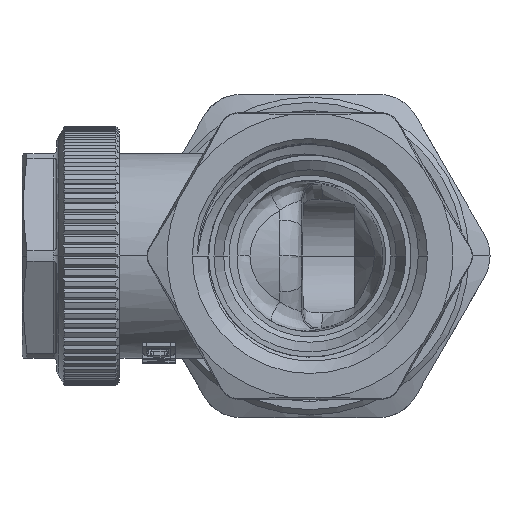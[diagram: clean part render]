
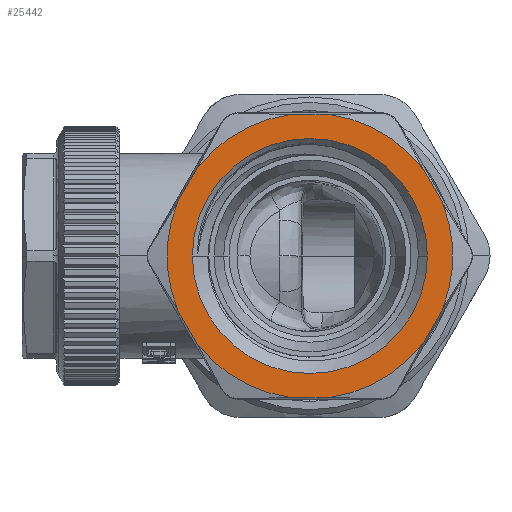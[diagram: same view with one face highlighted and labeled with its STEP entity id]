
A CAD part, left-side view. The second image highlights one B-rep face of the part: STEP entity #25442.
In plain terms, the highlighted planar face has unit normal (-1, 0, 0).
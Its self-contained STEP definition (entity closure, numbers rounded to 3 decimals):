
#5388=CARTESIAN_POINT('',(-31.,0.,0.));
#5389=DIRECTION('',(-1.,0.,0.));
#5390=DIRECTION('',(0.,1.,0.));
#5391=AXIS2_PLACEMENT_3D('',#5388,#5389,#5390);
#5393=CARTESIAN_POINT('',(-31.,0.,0.));
#5394=DIRECTION('',(-1.,0.,0.));
#5395=DIRECTION('',(0.,-1.,0.));
#5396=AXIS2_PLACEMENT_3D('',#5393,#5394,#5395);
#5398=CARTESIAN_POINT('',(-31.,12.266,5.012));
#5399=CARTESIAN_POINT('',(-31.,12.068,5.357));
#5400=CARTESIAN_POINT('',(-31.,11.671,6.048));
#5401=CARTESIAN_POINT('',(-31.,11.074,7.083));
#5402=CARTESIAN_POINT('',(-31.,10.674,7.772));
#5403=CARTESIAN_POINT('',(-31.,10.473,8.116));
#5433=CARTESIAN_POINT('',(-31.,0.,0.));
#5434=DIRECTION('',(-1.,0.,0.));
#5435=DIRECTION('',(0.,0.926,0.378));
#5436=AXIS2_PLACEMENT_3D('',#5433,#5434,#5435);
#5445=CARTESIAN_POINT('',(-31.,10.473,-8.116));
#5446=CARTESIAN_POINT('',(-31.,10.674,-7.772));
#5447=CARTESIAN_POINT('',(-31.,11.074,-7.083));
#5448=CARTESIAN_POINT('',(-31.,11.671,-6.048));
#5449=CARTESIAN_POINT('',(-31.,12.068,-5.357));
#5450=CARTESIAN_POINT('',(-31.,12.266,-5.012));
#5480=CARTESIAN_POINT('',(-31.,0.,0.));
#5481=DIRECTION('',(-1.,0.,0.));
#5482=DIRECTION('',(0.,0.79,-0.613));
#5483=AXIS2_PLACEMENT_3D('',#5480,#5481,#5482);
#5485=CARTESIAN_POINT('',(-31.,-1.792,-13.128));
#5486=CARTESIAN_POINT('',(-31.,-1.394,-13.13));
#5487=CARTESIAN_POINT('',(-31.,-0.598,-13.132));
#5488=CARTESIAN_POINT('',(-31.,0.597,-13.132));
#5489=CARTESIAN_POINT('',(-31.,1.394,-13.13));
#5490=CARTESIAN_POINT('',(-31.,1.792,-13.128));
#5515=CARTESIAN_POINT('',(-31.,0.,0.));
#5516=DIRECTION('',(-1.,0.,0.));
#5517=DIRECTION('',(0.,-0.135,-0.991));
#5518=AXIS2_PLACEMENT_3D('',#5515,#5516,#5517);
#5520=CARTESIAN_POINT('',(-31.,-12.266,-5.012));
#5521=CARTESIAN_POINT('',(-31.,-12.068,-5.357));
#5522=CARTESIAN_POINT('',(-31.,-11.671,-6.048));
#5523=CARTESIAN_POINT('',(-31.,-11.074,-7.083));
#5524=CARTESIAN_POINT('',(-31.,-10.674,-7.772));
#5525=CARTESIAN_POINT('',(-31.,-10.473,-8.116));
#5548=CARTESIAN_POINT('',(-31.,0.,0.));
#5549=DIRECTION('',(-1.,0.,0.));
#5550=DIRECTION('',(0.,-0.926,-0.378));
#5551=AXIS2_PLACEMENT_3D('',#5548,#5549,#5550);
#5553=CARTESIAN_POINT('',(-31.,-10.473,8.116));
#5554=CARTESIAN_POINT('',(-31.,-10.674,7.772));
#5555=CARTESIAN_POINT('',(-31.,-11.074,7.083));
#5556=CARTESIAN_POINT('',(-31.,-11.671,6.048));
#5557=CARTESIAN_POINT('',(-31.,-12.068,5.357));
#5558=CARTESIAN_POINT('',(-31.,-12.266,5.012));
#5581=CARTESIAN_POINT('',(-31.,0.,0.));
#5582=DIRECTION('',(1.,0.,0.));
#5583=DIRECTION('',(0.,-0.135,0.991));
#5584=AXIS2_PLACEMENT_3D('',#5581,#5582,#5583);
#5586=CARTESIAN_POINT('',(-31.,1.792,13.128));
#5587=CARTESIAN_POINT('',(-31.,1.394,13.13));
#5588=CARTESIAN_POINT('',(-31.,0.597,13.132));
#5589=CARTESIAN_POINT('',(-31.,-0.598,13.132));
#5590=CARTESIAN_POINT('',(-31.,-1.394,13.13));
#5591=CARTESIAN_POINT('',(-31.,-1.792,13.128));
#5616=CARTESIAN_POINT('',(-31.,0.,0.));
#5617=DIRECTION('',(1.,0.,0.));
#5618=DIRECTION('',(0.,0.79,0.613));
#5619=AXIS2_PLACEMENT_3D('',#5616,#5617,#5618);
#17978=CARTESIAN_POINT('',(-31.,10.9,0.));
#17979=CARTESIAN_POINT('',(-31.,-10.9,0.));
#17980=VERTEX_POINT('',#17978);
#17981=VERTEX_POINT('',#17979);
#17982=VERTEX_POINT('',#5398);
#17983=VERTEX_POINT('',#5403);
#17986=VERTEX_POINT('',#5586);
#17987=VERTEX_POINT('',#5591);
#17990=VERTEX_POINT('',#5553);
#17991=VERTEX_POINT('',#5558);
#17994=VERTEX_POINT('',#5445);
#17995=VERTEX_POINT('',#5450);
#17998=VERTEX_POINT('',#5485);
#17999=VERTEX_POINT('',#5490);
#18002=VERTEX_POINT('',#5520);
#18003=VERTEX_POINT('',#5525);
#25407=CARTESIAN_POINT('',(-31.,0.,0.));
#25408=DIRECTION('',(-1.,0.,0.));
#25409=DIRECTION('',(0.,1.,0.));
#25410=AXIS2_PLACEMENT_3D('',#25407,#25408,#25409);
#25411=PLANE('',#25410);
#25413=ORIENTED_EDGE('',*,*,#25412,.T.);
#25415=ORIENTED_EDGE('',*,*,#25414,.T.);
#25417=ORIENTED_EDGE('',*,*,#25416,.T.);
#25419=ORIENTED_EDGE('',*,*,#25418,.T.);
#25421=ORIENTED_EDGE('',*,*,#25420,.T.);
#25423=ORIENTED_EDGE('',*,*,#25422,.F.);
#25425=ORIENTED_EDGE('',*,*,#25424,.T.);
#25427=ORIENTED_EDGE('',*,*,#25426,.F.);
#25429=ORIENTED_EDGE('',*,*,#25428,.T.);
#25431=ORIENTED_EDGE('',*,*,#25430,.F.);
#25433=ORIENTED_EDGE('',*,*,#25432,.T.);
#25435=ORIENTED_EDGE('',*,*,#25434,.F.);
#25436=EDGE_LOOP('',(#25413,#25415,#25417,#25419,#25421,#25423,#25425,#25427,
#25429,#25431,#25433,#25435));
#25437=FACE_OUTER_BOUND('',#25436,.F.);
#25438=ORIENTED_EDGE('',*,*,#25401,.T.);
#25439=ORIENTED_EDGE('',*,*,#25385,.T.);
#25440=EDGE_LOOP('',(#25438,#25439));
#25441=FACE_BOUND('',#25440,.F.);
#25442=ADVANCED_FACE('',(#25437,#25441),#25411,.T.);
#5392=CIRCLE('',#5391,10.9);
#5397=CIRCLE('',#5396,10.9);
#5404=B_SPLINE_CURVE_WITH_KNOTS('',3,(#5398,#5399,#5400,#5401,#5402,#5403),
.UNSPECIFIED.,.F.,.F.,(4,1,1,4),(0.,0.333,0.667,1.),
.UNSPECIFIED.);
#5437=CIRCLE('',#5436,13.25);
#5451=B_SPLINE_CURVE_WITH_KNOTS('',3,(#5445,#5446,#5447,#5448,#5449,#5450),
.UNSPECIFIED.,.F.,.F.,(4,1,1,4),(0.,0.333,0.667,1.),
.UNSPECIFIED.);
#5484=CIRCLE('',#5483,13.25);
#5491=B_SPLINE_CURVE_WITH_KNOTS('',3,(#5485,#5486,#5487,#5488,#5489,#5490),
.UNSPECIFIED.,.F.,.F.,(4,1,1,4),(0.,0.333,0.667,1.),
.UNSPECIFIED.);
#5519=CIRCLE('',#5518,13.25);
#5526=B_SPLINE_CURVE_WITH_KNOTS('',3,(#5520,#5521,#5522,#5523,#5524,#5525),
.UNSPECIFIED.,.F.,.F.,(4,1,1,4),(0.,0.333,0.667,1.),
.UNSPECIFIED.);
#5552=CIRCLE('',#5551,13.25);
#5559=B_SPLINE_CURVE_WITH_KNOTS('',3,(#5553,#5554,#5555,#5556,#5557,#5558),
.UNSPECIFIED.,.F.,.F.,(4,1,1,4),(0.,0.333,0.667,1.),
.UNSPECIFIED.);
#5585=CIRCLE('',#5584,13.25);
#5592=B_SPLINE_CURVE_WITH_KNOTS('',3,(#5586,#5587,#5588,#5589,#5590,#5591),
.UNSPECIFIED.,.F.,.F.,(4,1,1,4),(0.,0.333,0.667,1.),
.UNSPECIFIED.);
#5620=CIRCLE('',#5619,13.25);
#25385=EDGE_CURVE('',#17981,#17980,#5397,.T.);
#25401=EDGE_CURVE('',#17980,#17981,#5392,.T.);
#25412=EDGE_CURVE('',#17982,#17983,#5404,.T.);
#25414=EDGE_CURVE('',#17983,#17986,#5620,.T.);
#25416=EDGE_CURVE('',#17986,#17987,#5592,.T.);
#25418=EDGE_CURVE('',#17987,#17990,#5585,.T.);
#25420=EDGE_CURVE('',#17990,#17991,#5559,.T.);
#25422=EDGE_CURVE('',#18002,#17991,#5552,.T.);
#25424=EDGE_CURVE('',#18002,#18003,#5526,.T.);
#25426=EDGE_CURVE('',#17998,#18003,#5519,.T.);
#25428=EDGE_CURVE('',#17998,#17999,#5491,.T.);
#25430=EDGE_CURVE('',#17994,#17999,#5484,.T.);
#25432=EDGE_CURVE('',#17994,#17995,#5451,.T.);
#25434=EDGE_CURVE('',#17982,#17995,#5437,.T.);
